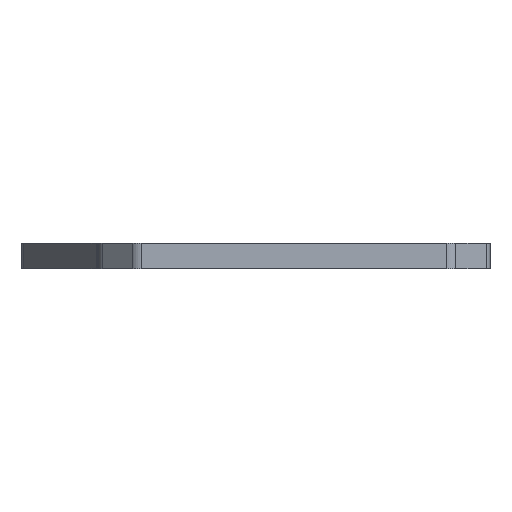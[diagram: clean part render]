
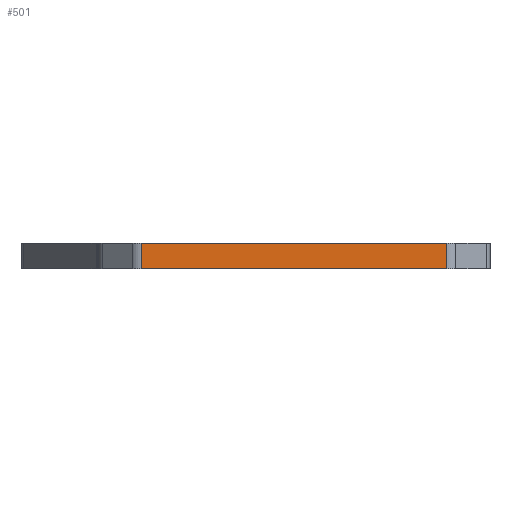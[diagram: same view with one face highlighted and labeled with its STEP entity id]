
A CAD part, front view. The second image highlights one B-rep face of the part: STEP entity #501.
In plain terms, the highlighted planar face has unit normal (0, -1, 0).
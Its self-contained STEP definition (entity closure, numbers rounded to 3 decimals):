
#24 = CARTESIAN_POINT ( 'NONE',  ( 27.586, 0., 0. ) ) ;
#30 = CARTESIAN_POINT ( 'NONE',  ( 31., 0., 2. ) ) ;
#49 = DIRECTION ( 'NONE',  ( 1., 0., 0. ) ) ;
#170 = LINE ( 'NONE', #30, #755 ) ;
#175 = VERTEX_POINT ( 'NONE', #2023 ) ;
#235 = LINE ( 'NONE', #1541, #1227 ) ;
#247 = CARTESIAN_POINT ( 'NONE',  ( 3.414, 0., 0. ) ) ;
#349 = CARTESIAN_POINT ( 'NONE',  ( 31., 0., 2. ) ) ;
#361 = DIRECTION ( 'NONE',  ( 0., 1., 0. ) ) ;
#401 = CARTESIAN_POINT ( 'NONE',  ( 31., 0., 0. ) ) ;
#412 = ORIENTED_EDGE ( 'NONE', *, *, #1344, .T. ) ;
#430 = ORIENTED_EDGE ( 'NONE', *, *, #1706, .F. ) ;
#501 = ADVANCED_FACE ( 'NONE', ( #1391 ), #1285, .F. ) ;
#755 = VECTOR ( 'NONE', #990, 1000. ) ;
#817 = VECTOR ( 'NONE', #1505, 1000. ) ;
#863 = CARTESIAN_POINT ( 'NONE',  ( 3.414, 0., 0. ) ) ;
#902 = AXIS2_PLACEMENT_3D ( 'NONE', #349, #361, #1454 ) ;
#949 = LINE ( 'NONE', #401, #1979 ) ;
#990 = DIRECTION ( 'NONE',  ( 1., 0., 0. ) ) ;
#1021 = CARTESIAN_POINT ( 'NONE',  ( 3.414, 0., 2. ) ) ;
#1042 = LINE ( 'NONE', #863, #817 ) ;
#1072 = EDGE_LOOP ( 'NONE', ( #430, #2017, #412, #1575 ) ) ;
#1227 = VECTOR ( 'NONE', #1377, 1000. ) ;
#1283 = VERTEX_POINT ( 'NONE', #1021 ) ;
#1285 = PLANE ( 'NONE',  #902 ) ;
#1344 = EDGE_CURVE ( 'NONE', #1417, #1712, #949, .T. ) ;
#1377 = DIRECTION ( 'NONE',  ( 0., 0., 1. ) ) ;
#1391 = FACE_OUTER_BOUND ( 'NONE', #1072, .T. ) ;
#1417 = VERTEX_POINT ( 'NONE', #247 ) ;
#1454 = DIRECTION ( 'NONE',  ( -1., 0., 0. ) ) ;
#1505 = DIRECTION ( 'NONE',  ( 0., 0., -1. ) ) ;
#1541 = CARTESIAN_POINT ( 'NONE',  ( 27.586, 0., 2. ) ) ;
#1575 = ORIENTED_EDGE ( 'NONE', *, *, #1924, .T. ) ;
#1706 = EDGE_CURVE ( 'NONE', #1283, #175, #170, .T. ) ;
#1712 = VERTEX_POINT ( 'NONE', #24 ) ;
#1829 = EDGE_CURVE ( 'NONE', #1283, #1417, #1042, .T. ) ;
#1924 = EDGE_CURVE ( 'NONE', #1712, #175, #235, .T. ) ;
#1979 = VECTOR ( 'NONE', #49, 1000. ) ;
#2017 = ORIENTED_EDGE ( 'NONE', *, *, #1829, .T. ) ;
#2023 = CARTESIAN_POINT ( 'NONE',  ( 27.586, 0., 2. ) ) ;
